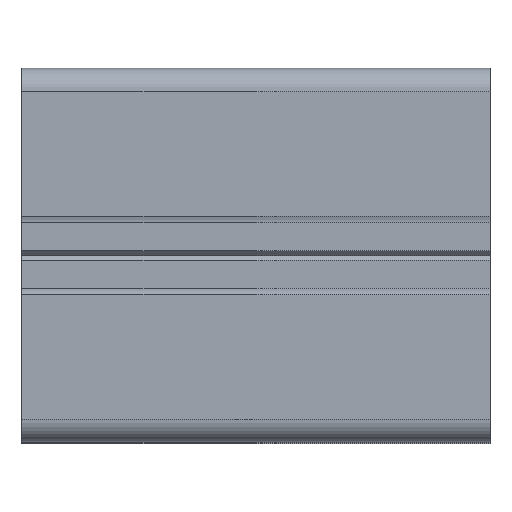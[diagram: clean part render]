
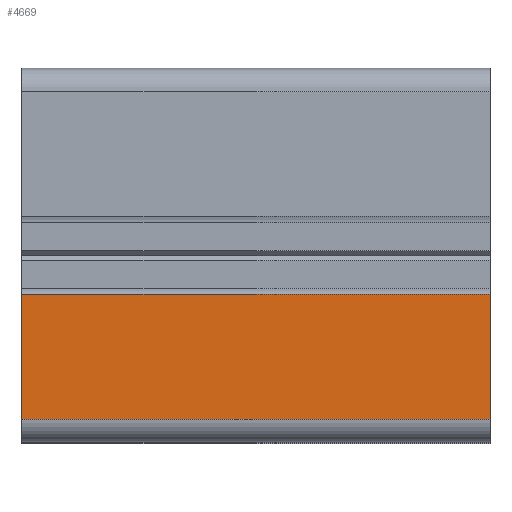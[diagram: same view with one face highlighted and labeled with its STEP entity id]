
A CAD part, top view. The second image highlights one B-rep face of the part: STEP entity #4669.
In plain terms, the highlighted planar face has unit normal (0, 0, 1).
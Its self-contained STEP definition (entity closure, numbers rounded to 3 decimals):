
#667 = LINE ( 'NONE', #4173, #673 ) ;
#673 = VECTOR ( 'NONE', #3879, 1000. ) ;
#681 = LINE ( 'NONE', #4152, #684 ) ;
#683 = LINE ( 'NONE', #4113, #686 ) ;
#684 = VECTOR ( 'NONE', #4210, 1000. ) ;
#686 = VECTOR ( 'NONE', #4237, 1000. ) ;
#1090 = EDGE_LOOP ( 'NONE', ( #1379, #5912, #5915, #5910 ) ) ;
#1379 = ORIENTED_EDGE ( 'NONE', *, *, #3273, .T. ) ;
#1398 = LINE ( 'NONE', #4194, #1401 ) ;
#1401 = VECTOR ( 'NONE', #4167, 1000. ) ;
#1947 = FACE_OUTER_BOUND ( 'NONE', #1090, .T. ) ;
#3266 = EDGE_CURVE ( 'NONE', #6371, #6442, #667, .T. ) ;
#3272 = EDGE_CURVE ( 'NONE', #6442, #6510, #681, .T. ) ;
#3273 = EDGE_CURVE ( 'NONE', #6512, #6510, #683, .T. ) ;
#3280 = EDGE_CURVE ( 'NONE', #6371, #6512, #1398, .T. ) ;
#3413 = CARTESIAN_POINT ( 'NONE',  ( 50., -4.151, 40. ) ) ;
#3482 = CARTESIAN_POINT ( 'NONE',  ( 50., -17.5, 40. ) ) ;
#3550 = CARTESIAN_POINT ( 'NONE',  ( 0., -17.5, 40. ) ) ;
#3552 = CARTESIAN_POINT ( 'NONE',  ( 0., -4.151, 40. ) ) ;
#3879 = DIRECTION ( 'NONE',  ( 0., -1., 0. ) ) ;
#4113 = CARTESIAN_POINT ( 'NONE',  ( 0., -4.151, 40. ) ) ;
#4152 = CARTESIAN_POINT ( 'NONE',  ( 50., -17.5, 40. ) ) ;
#4167 = DIRECTION ( 'NONE',  ( -1., 0., 0. ) ) ;
#4173 = CARTESIAN_POINT ( 'NONE',  ( 50., -4.151, 40. ) ) ;
#4194 = CARTESIAN_POINT ( 'NONE',  ( 50., -4.151, 40. ) ) ;
#4210 = DIRECTION ( 'NONE',  ( -1., 0., 0. ) ) ;
#4237 = DIRECTION ( 'NONE',  ( 0., -1., 0. ) ) ;
#4518 = AXIS2_PLACEMENT_3D ( 'NONE', #4972, #4981, #4982 ) ;
#4669 = ADVANCED_FACE ( 'NONE', ( #1947 ), #4979, .F. ) ;
#4972 = CARTESIAN_POINT ( 'NONE',  ( 50., -4.151, 40. ) ) ;
#4979 = PLANE ( 'NONE',  #4518 ) ;
#4981 = DIRECTION ( 'NONE',  ( 0., 0., -1. ) ) ;
#4982 = DIRECTION ( 'NONE',  ( -1., 0., 0. ) ) ;
#5910 = ORIENTED_EDGE ( 'NONE', *, *, #3280, .T. ) ;
#5912 = ORIENTED_EDGE ( 'NONE', *, *, #3272, .F. ) ;
#5915 = ORIENTED_EDGE ( 'NONE', *, *, #3266, .F. ) ;
#6371 = VERTEX_POINT ( 'NONE', #3413 ) ;
#6442 = VERTEX_POINT ( 'NONE', #3482 ) ;
#6510 = VERTEX_POINT ( 'NONE', #3550 ) ;
#6512 = VERTEX_POINT ( 'NONE', #3552 ) ;
